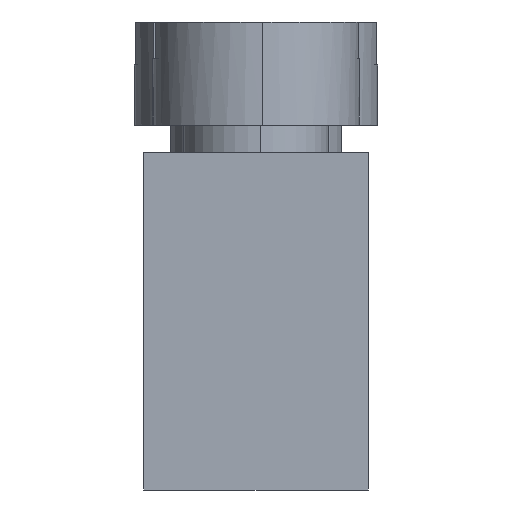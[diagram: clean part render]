
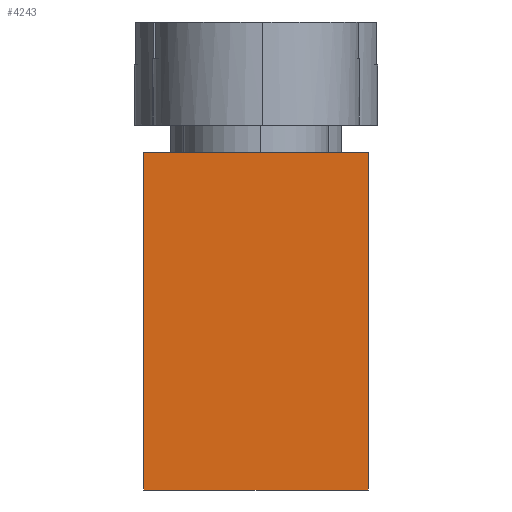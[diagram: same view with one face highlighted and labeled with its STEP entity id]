
A CAD part, left-side view. The second image highlights one B-rep face of the part: STEP entity #4243.
In plain terms, the highlighted planar face has unit normal (-1, 0, 0).
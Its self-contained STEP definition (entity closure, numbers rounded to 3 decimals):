
#286=DIRECTION('',(0.,0.,-1.));
#287=VECTOR('',#286,9.);
#288=CARTESIAN_POINT('',(-34.,3.,9.));
#289=LINE('',#288,#287);
#833=DIRECTION('',(0.,1.,0.));
#834=VECTOR('',#833,6.);
#835=CARTESIAN_POINT('',(-34.,-3.,0.));
#836=LINE('',#835,#834);
#840=DIRECTION('',(0.,0.,-1.));
#841=VECTOR('',#840,9.);
#842=CARTESIAN_POINT('',(-34.,-3.,9.));
#843=LINE('',#842,#841);
#918=DIRECTION('',(0.,1.,0.));
#919=VECTOR('',#918,6.);
#920=CARTESIAN_POINT('',(-34.,-3.,9.));
#921=LINE('',#920,#919);
#3638=CARTESIAN_POINT('',(-34.,-3.,0.));
#3639=CARTESIAN_POINT('',(-34.,3.,0.));
#3640=VERTEX_POINT('',#3638);
#3641=VERTEX_POINT('',#3639);
#3642=CARTESIAN_POINT('',(-34.,3.,9.));
#3643=VERTEX_POINT('',#3642);
#3644=CARTESIAN_POINT('',(-34.,-3.,9.));
#3645=VERTEX_POINT('',#3644);
#4231=CARTESIAN_POINT('',(-34.,3.,0.));
#4232=DIRECTION('',(-1.,0.,0.));
#4233=DIRECTION('',(0.,-1.,0.));
#4234=AXIS2_PLACEMENT_3D('',#4231,#4232,#4233);
#4235=PLANE('',#4234);
#4236=ORIENTED_EDGE('',*,*,#3864,.T.);
#4237=ORIENTED_EDGE('',*,*,#3887,.F.);
#4239=ORIENTED_EDGE('',*,*,#4238,.F.);
#4240=ORIENTED_EDGE('',*,*,#4047,.T.);
#4241=EDGE_LOOP('',(#4236,#4237,#4239,#4240));
#4242=FACE_OUTER_BOUND('',#4241,.F.);
#3864=EDGE_CURVE('',#3640,#3641,#836,.T.);
#3887=EDGE_CURVE('',#3643,#3641,#289,.T.);
#4047=EDGE_CURVE('',#3645,#3640,#843,.T.);
#4238=EDGE_CURVE('',#3645,#3643,#921,.T.);
#4243=ADVANCED_FACE('',(#4242),#4235,.T.);
